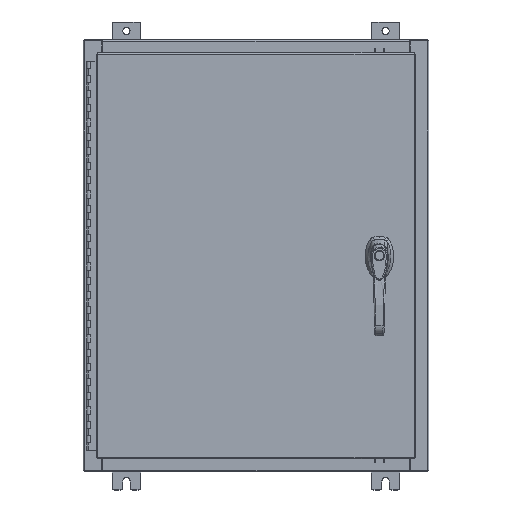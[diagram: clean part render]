
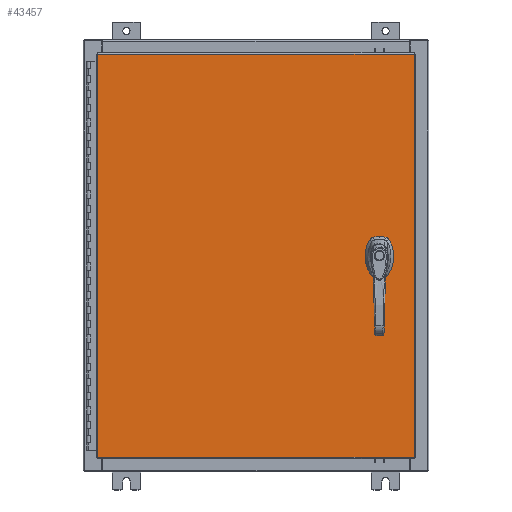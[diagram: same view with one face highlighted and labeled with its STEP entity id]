
A CAD part, top view. The second image highlights one B-rep face of the part: STEP entity #43457.
In plain terms, the highlighted planar face has unit normal (0, 0, 1).
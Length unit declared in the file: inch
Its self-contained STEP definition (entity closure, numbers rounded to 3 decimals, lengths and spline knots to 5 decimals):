
#1306 = DIRECTION ( 'NONE',  ( 1., 0., 0. ) ) ;
#2088 = CARTESIAN_POINT ( 'NONE',  ( 0., 0., 0. ) ) ;
#2676 = LINE ( 'NONE', #9656, #26668 ) ;
#3296 = VERTEX_POINT ( 'NONE', #52265 ) ;
#3896 = EDGE_CURVE ( 'NONE', #92238, #23881, #2676, .T. ) ;
#4039 = VECTOR ( 'NONE', #109003, 39.37008 ) ;
#4333 = EDGE_CURVE ( 'NONE', #53510, #27048, #97413, .T. ) ;
#5972 = CARTESIAN_POINT ( 'NONE',  ( 8.77823, 0.403, 0. ) ) ;
#6127 = CARTESIAN_POINT ( 'NONE',  ( 8.77823, -0.403, 0. ) ) ;
#7631 = CARTESIAN_POINT ( 'NONE',  ( 8.578, 0., 0. ) ) ;
#8591 = DIRECTION ( 'NONE',  ( 0., 0., 1. ) ) ;
#8758 = CARTESIAN_POINT ( 'NONE',  ( 8.981, -0.20023, 0. ) ) ;
#9656 = CARTESIAN_POINT ( 'NONE',  ( -10.9903, 14.0063, 0. ) ) ;
#11310 = CARTESIAN_POINT ( 'NONE',  ( 8.981, 0., 0. ) ) ;
#11723 = LINE ( 'NONE', #90544, #59707 ) ;
#11861 = ORIENTED_EDGE ( 'NONE', *, *, #95433, .F. ) ;
#13467 = CARTESIAN_POINT ( 'NONE',  ( 8.578, 0., 0. ) ) ;
#13583 = VECTOR ( 'NONE', #40705, 39.37008 ) ;
#14762 = CARTESIAN_POINT ( 'NONE',  ( -10.9903, 14.0063, 0. ) ) ;
#15121 = CIRCLE ( 'NONE', #81750, 0.45 ) ;
#15145 = ORIENTED_EDGE ( 'NONE', *, *, #42002, .F. ) ;
#16161 = LINE ( 'NONE', #11310, #37367 ) ;
#16752 = DIRECTION ( 'NONE',  ( 1., 0., 0. ) ) ;
#18015 = VECTOR ( 'NONE', #34327, 39.37008 ) ;
#20505 = ORIENTED_EDGE ( 'NONE', *, *, #33950, .T. ) ;
#20809 = EDGE_LOOP ( 'NONE', ( #20505, #115969, #34933, #75972 ) ) ;
#21374 = CIRCLE ( 'NONE', #116981, 0.45 ) ;
#22550 = DIRECTION ( 'NONE',  ( 1., 0., 0. ) ) ;
#23325 = ORIENTED_EDGE ( 'NONE', *, *, #117197, .F. ) ;
#23881 = VERTEX_POINT ( 'NONE', #84091 ) ;
#25312 = DIRECTION ( 'NONE',  ( 0., 0., 1. ) ) ;
#26668 = VECTOR ( 'NONE', #117297, 39.37008 ) ;
#26891 = CARTESIAN_POINT ( 'NONE',  ( 10.9903, 14.0063, 0. ) ) ;
#27048 = VERTEX_POINT ( 'NONE', #69637 ) ;
#28202 = CARTESIAN_POINT ( 'NONE',  ( 8.578, -1.338, 0. ) ) ;
#29369 = FACE_BOUND ( 'NONE', #102632, .T. ) ;
#29416 = VERTEX_POINT ( 'NONE', #35876 ) ;
#30547 = LINE ( 'NONE', #26891, #99922 ) ;
#30875 = DIRECTION ( 'NONE',  ( 0., 0., -1. ) ) ;
#31610 = CARTESIAN_POINT ( 'NONE',  ( 0., -0.403, 0. ) ) ;
#33950 = EDGE_CURVE ( 'NONE', #23881, #44646, #102422, .T. ) ;
#34327 = DIRECTION ( 'NONE',  ( 0., 1., 0. ) ) ;
#34335 = VERTEX_POINT ( 'NONE', #42628 ) ;
#34933 = ORIENTED_EDGE ( 'NONE', *, *, #46648, .T. ) ;
#35368 = VERTEX_POINT ( 'NONE', #70801 ) ;
#35876 = CARTESIAN_POINT ( 'NONE',  ( 8.981, 0.20023, 0. ) ) ;
#36464 = AXIS2_PLACEMENT_3D ( 'NONE', #48583, #112021, #57612 ) ;
#36711 = EDGE_LOOP ( 'NONE', ( #59179, #115914, #44699, #23325, #47488, #69281, #46725, #15145 ) ) ;
#37293 = DIRECTION ( 'NONE',  ( 1., 0., 0. ) ) ;
#37367 = VECTOR ( 'NONE', #111022, 39.37008 ) ;
#40705 = DIRECTION ( 'NONE',  ( 1., 0., 0. ) ) ;
#42002 = EDGE_CURVE ( 'NONE', #29416, #53510, #54947, .T. ) ;
#42012 = LINE ( 'NONE', #43006, #18015 ) ;
#42628 = CARTESIAN_POINT ( 'NONE',  ( 8.4065, -1.338, 0. ) ) ;
#43006 = CARTESIAN_POINT ( 'NONE',  ( 10.9903, -14.0063, 0. ) ) ;
#43457 = ADVANCED_FACE ( 'NONE', ( #29369, #95892, #47723 ), #66821, .F. ) ;
#44284 = CIRCLE ( 'NONE', #72640, 0.1715 ) ;
#44646 = VERTEX_POINT ( 'NONE', #65394 ) ;
#44699 = ORIENTED_EDGE ( 'NONE', *, *, #92525, .F. ) ;
#46268 = CARTESIAN_POINT ( 'NONE',  ( -10.9903, -14.0063, 0. ) ) ;
#46648 = EDGE_CURVE ( 'NONE', #35368, #92238, #30547, .T. ) ;
#46725 = ORIENTED_EDGE ( 'NONE', *, *, #4333, .F. ) ;
#47488 = ORIENTED_EDGE ( 'NONE', *, *, #71264, .F. ) ;
#47723 = FACE_BOUND ( 'NONE', #36711, .T. ) ;
#48583 = CARTESIAN_POINT ( 'NONE',  ( 8.578, -1.338, 0. ) ) ;
#50652 = CIRCLE ( 'NONE', #53331, 0.45 ) ;
#50802 = CARTESIAN_POINT ( 'NONE',  ( 8.37777, -0.403, 0. ) ) ;
#52265 = CARTESIAN_POINT ( 'NONE',  ( 8.175, -0.20023, 0. ) ) ;
#53331 = AXIS2_PLACEMENT_3D ( 'NONE', #13467, #76715, #22550 ) ;
#53510 = VERTEX_POINT ( 'NONE', #5972 ) ;
#54016 = CARTESIAN_POINT ( 'NONE',  ( 8.578, 0., 0. ) ) ;
#54175 = VECTOR ( 'NONE', #1306, 39.37008 ) ;
#54947 = CIRCLE ( 'NONE', #103333, 0.45 ) ;
#57612 = DIRECTION ( 'NONE',  ( 1., 0., 0. ) ) ;
#59179 = ORIENTED_EDGE ( 'NONE', *, *, #105511, .T. ) ;
#59707 = VECTOR ( 'NONE', #108804, 39.37008 ) ;
#61595 = LINE ( 'NONE', #31610, #13583 ) ;
#62653 = CARTESIAN_POINT ( 'NONE',  ( 8.578, 0., 0. ) ) ;
#63106 = DIRECTION ( 'NONE',  ( 1., 0., 0. ) ) ;
#65394 = CARTESIAN_POINT ( 'NONE',  ( 10.9903, -14.0063, 0. ) ) ;
#66508 = VERTEX_POINT ( 'NONE', #50802 ) ;
#66536 = ORIENTED_EDGE ( 'NONE', *, *, #107868, .F. ) ;
#66799 = EDGE_CURVE ( 'NONE', #27048, #116934, #15121, .T. ) ;
#66821 = PLANE ( 'NONE',  #102629 ) ;
#69281 = ORIENTED_EDGE ( 'NONE', *, *, #66799, .F. ) ;
#69637 = CARTESIAN_POINT ( 'NONE',  ( 8.37777, 0.403, 0. ) ) ;
#70801 = CARTESIAN_POINT ( 'NONE',  ( 10.9903, 14.0063, 0. ) ) ;
#70891 = DIRECTION ( 'NONE',  ( 0., 0., 1. ) ) ;
#71264 = EDGE_CURVE ( 'NONE', #116934, #3296, #11723, .T. ) ;
#71838 = DIRECTION ( 'NONE',  ( 1., 0., 0. ) ) ;
#72640 = AXIS2_PLACEMENT_3D ( 'NONE', #28202, #91497, #37293 ) ;
#73201 = EDGE_CURVE ( 'NONE', #75676, #96368, #21374, .T. ) ;
#75074 = EDGE_CURVE ( 'NONE', #44646, #35368, #42012, .T. ) ;
#75676 = VERTEX_POINT ( 'NONE', #6127 ) ;
#75972 = ORIENTED_EDGE ( 'NONE', *, *, #3896, .T. ) ;
#76715 = DIRECTION ( 'NONE',  ( 0., 0., 1. ) ) ;
#81750 = AXIS2_PLACEMENT_3D ( 'NONE', #7631, #70891, #16752 ) ;
#84091 = CARTESIAN_POINT ( 'NONE',  ( -10.9903, -14.0063, 0. ) ) ;
#90544 = CARTESIAN_POINT ( 'NONE',  ( 8.175, 0., 0. ) ) ;
#91402 = CARTESIAN_POINT ( 'NONE',  ( 8.7495, -1.338, 0. ) ) ;
#91497 = DIRECTION ( 'NONE',  ( 0., 0., 1. ) ) ;
#92238 = VERTEX_POINT ( 'NONE', #14762 ) ;
#92525 = EDGE_CURVE ( 'NONE', #66508, #75676, #61595, .T. ) ;
#94149 = DIRECTION ( 'NONE',  ( -1., 0., 0. ) ) ;
#95433 = EDGE_CURVE ( 'NONE', #114895, #34335, #112536, .T. ) ;
#95892 = FACE_OUTER_BOUND ( 'NONE', #20809, .T. ) ;
#96368 = VERTEX_POINT ( 'NONE', #8758 ) ;
#97413 = LINE ( 'NONE', #108217, #4039 ) ;
#99310 = DIRECTION ( 'NONE',  ( -1., 0., 0. ) ) ;
#99922 = VECTOR ( 'NONE', #99310, 39.37008 ) ;
#102422 = LINE ( 'NONE', #46268, #54175 ) ;
#102629 = AXIS2_PLACEMENT_3D ( 'NONE', #2088, #30875, #94149 ) ;
#102632 = EDGE_LOOP ( 'NONE', ( #11861, #66536 ) ) ;
#103333 = AXIS2_PLACEMENT_3D ( 'NONE', #54016, #25312, #63106 ) ;
#105511 = EDGE_CURVE ( 'NONE', #29416, #96368, #16161, .T. ) ;
#107868 = EDGE_CURVE ( 'NONE', #34335, #114895, #44284, .T. ) ;
#108217 = CARTESIAN_POINT ( 'NONE',  ( 0., 0.403, 0. ) ) ;
#108804 = DIRECTION ( 'NONE',  ( 0., -1., 0. ) ) ;
#109003 = DIRECTION ( 'NONE',  ( -1., 0., 0. ) ) ;
#111022 = DIRECTION ( 'NONE',  ( 0., -1., 0. ) ) ;
#112021 = DIRECTION ( 'NONE',  ( 0., 0., 1. ) ) ;
#112536 = CIRCLE ( 'NONE', #36464, 0.1715 ) ;
#113359 = CARTESIAN_POINT ( 'NONE',  ( 8.175, 0.20023, 0. ) ) ;
#114895 = VERTEX_POINT ( 'NONE', #91402 ) ;
#115914 = ORIENTED_EDGE ( 'NONE', *, *, #73201, .F. ) ;
#115969 = ORIENTED_EDGE ( 'NONE', *, *, #75074, .T. ) ;
#116934 = VERTEX_POINT ( 'NONE', #113359 ) ;
#116981 = AXIS2_PLACEMENT_3D ( 'NONE', #62653, #8591, #71838 ) ;
#117197 = EDGE_CURVE ( 'NONE', #3296, #66508, #50652, .T. ) ;
#117297 = DIRECTION ( 'NONE',  ( 0., -1., 0. ) ) ;
